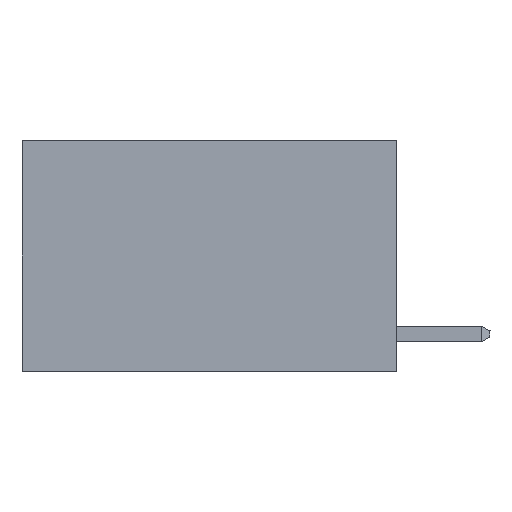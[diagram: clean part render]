
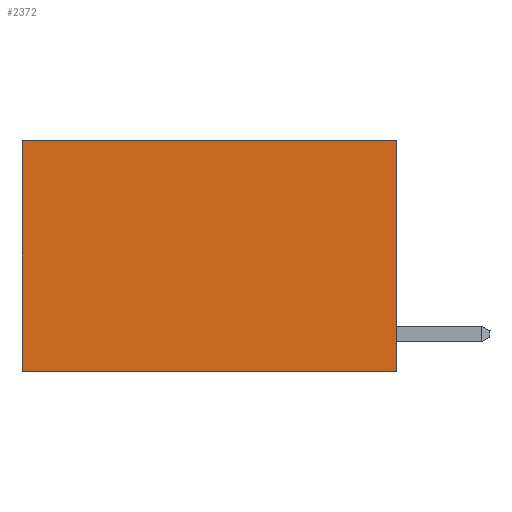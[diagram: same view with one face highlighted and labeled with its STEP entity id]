
A CAD part, left-side view. The second image highlights one B-rep face of the part: STEP entity #2372.
In plain terms, the highlighted planar face has unit normal (-1, 0, 0).
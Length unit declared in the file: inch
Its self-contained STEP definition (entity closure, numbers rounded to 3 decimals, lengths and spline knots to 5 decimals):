
#80 = VERTEX_POINT ( 'NONE', #8387 ) ;
#308 = CARTESIAN_POINT ( 'NONE',  ( 0.2625, 0.6, -0.37 ) ) ;
#678 = ORIENTED_EDGE ( 'NONE', *, *, #7672, .T. ) ;
#775 = VERTEX_POINT ( 'NONE', #4769 ) ;
#933 = PLANE ( 'NONE',  #4903 ) ;
#1887 = LINE ( 'NONE', #3400, #12582 ) ;
#2149 = CARTESIAN_POINT ( 'NONE',  ( 0.2625, 0., 0. ) ) ;
#2372 = ADVANCED_FACE ( 'NONE', ( #10436 ), #933, .F. ) ;
#3307 = DIRECTION ( 'NONE',  ( 0., 0., -1. ) ) ;
#3400 = CARTESIAN_POINT ( 'NONE',  ( 0.2625, 0., 0. ) ) ;
#3984 = LINE ( 'NONE', #11706, #11766 ) ;
#4490 = DIRECTION ( 'NONE',  ( 0., 0., -1. ) ) ;
#4666 = VECTOR ( 'NONE', #11134, 39.37008 ) ;
#4769 = CARTESIAN_POINT ( 'NONE',  ( 0.2625, 0., 0. ) ) ;
#4903 = AXIS2_PLACEMENT_3D ( 'NONE', #2149, #9526, #3307 ) ;
#5049 = CARTESIAN_POINT ( 'NONE',  ( 0.2625, 0., -0.37 ) ) ;
#5665 = VERTEX_POINT ( 'NONE', #11517 ) ;
#6639 = ORIENTED_EDGE ( 'NONE', *, *, #8329, .F. ) ;
#6703 = EDGE_LOOP ( 'NONE', ( #678, #6639, #9301, #11907 ) ) ;
#7361 = EDGE_CURVE ( 'NONE', #775, #5665, #1887, .T. ) ;
#7672 = EDGE_CURVE ( 'NONE', #80, #12100, #10129, .T. ) ;
#7778 = DIRECTION ( 'NONE',  ( 0., 1., 0. ) ) ;
#8226 = VECTOR ( 'NONE', #12096, 39.37008 ) ;
#8329 = EDGE_CURVE ( 'NONE', #5665, #12100, #13475, .T. ) ;
#8387 = CARTESIAN_POINT ( 'NONE',  ( 0.2625, 0.6, 0. ) ) ;
#8711 = EDGE_CURVE ( 'NONE', #775, #80, #3984, .T. ) ;
#9301 = ORIENTED_EDGE ( 'NONE', *, *, #7361, .F. ) ;
#9526 = DIRECTION ( 'NONE',  ( 1., 0., 0. ) ) ;
#10129 = LINE ( 'NONE', #10181, #4666 ) ;
#10181 = CARTESIAN_POINT ( 'NONE',  ( 0.2625, 0.6, 0. ) ) ;
#10436 = FACE_OUTER_BOUND ( 'NONE', #6703, .T. ) ;
#11134 = DIRECTION ( 'NONE',  ( 0., 0., -1. ) ) ;
#11517 = CARTESIAN_POINT ( 'NONE',  ( 0.2625, 0., -0.37 ) ) ;
#11706 = CARTESIAN_POINT ( 'NONE',  ( 0.2625, 0., 0. ) ) ;
#11766 = VECTOR ( 'NONE', #7778, 39.37008 ) ;
#11907 = ORIENTED_EDGE ( 'NONE', *, *, #8711, .T. ) ;
#12096 = DIRECTION ( 'NONE',  ( 0., 1., 0. ) ) ;
#12100 = VERTEX_POINT ( 'NONE', #308 ) ;
#12582 = VECTOR ( 'NONE', #4490, 39.37008 ) ;
#13475 = LINE ( 'NONE', #5049, #8226 ) ;
